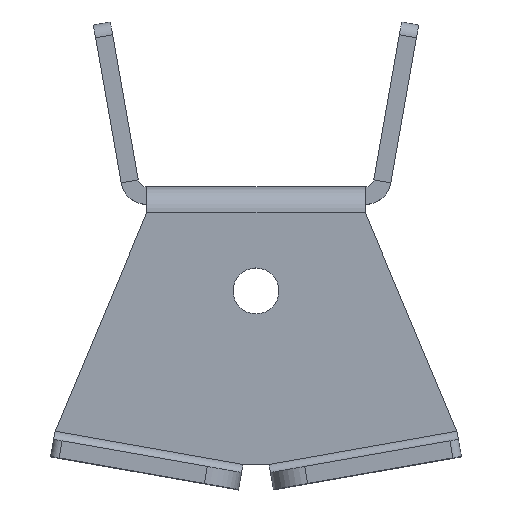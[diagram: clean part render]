
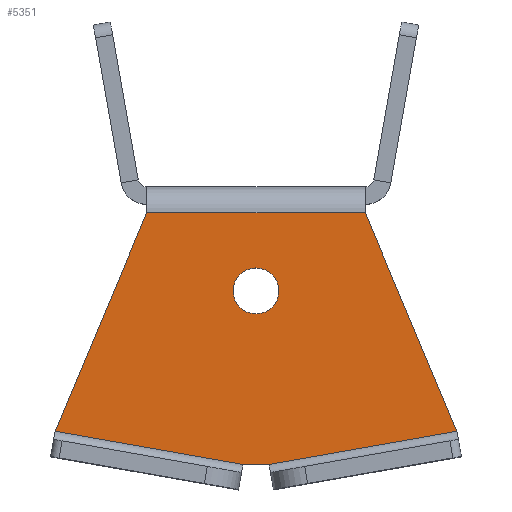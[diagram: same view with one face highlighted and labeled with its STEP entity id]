
A CAD part, top view. The second image highlights one B-rep face of the part: STEP entity #5351.
In plain terms, the highlighted planar face has unit normal (0, 0, 1).
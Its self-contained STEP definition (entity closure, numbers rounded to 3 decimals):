
#97 = VERTEX_POINT ( 'NONE', #1417 ) ;
#155 = CARTESIAN_POINT ( 'NONE',  ( -1.5, -20., 2. ) ) ;
#169 = DIRECTION ( 'NONE',  ( 1., 0., 0. ) ) ;
#229 = CARTESIAN_POINT ( 'NONE',  ( 0., 0., 2. ) ) ;
#302 = CARTESIAN_POINT ( 'NONE',  ( 0., 0., 2. ) ) ;
#346 = CARTESIAN_POINT ( 'NONE',  ( 2.65, 0., 2. ) ) ;
#418 = EDGE_CURVE ( 'NONE', #97, #4820, #4557, .T. ) ;
#455 = ORIENTED_EDGE ( 'NONE', *, *, #4075, .T. ) ;
#611 = LINE ( 'NONE', #3355, #6746 ) ;
#689 = EDGE_LOOP ( 'NONE', ( #2753, #6236 ) ) ;
#803 = VERTEX_POINT ( 'NONE', #838 ) ;
#838 = CARTESIAN_POINT ( 'NONE',  ( 12.6, 9., 2. ) ) ;
#1085 = EDGE_LOOP ( 'NONE', ( #5486, #3867, #455, #1529, #7044, #6009 ) ) ;
#1176 = CARTESIAN_POINT ( 'NONE',  ( -23.166, -16.18, 2. ) ) ;
#1235 = LINE ( 'NONE', #1915, #6448 ) ;
#1304 = DIRECTION ( 'NONE',  ( 0.985, 0.174, 0. ) ) ;
#1308 = VECTOR ( 'NONE', #5877, 1000. ) ;
#1417 = CARTESIAN_POINT ( 'NONE',  ( -2.65, 0., 2. ) ) ;
#1429 = DIRECTION ( 'NONE',  ( 1., 0., 0. ) ) ;
#1477 = DIRECTION ( 'NONE',  ( 0., 0., 1. ) ) ;
#1491 = EDGE_CURVE ( 'NONE', #803, #2279, #611, .T. ) ;
#1529 = ORIENTED_EDGE ( 'NONE', *, *, #3270, .T. ) ;
#1570 = FACE_OUTER_BOUND ( 'NONE', #1085, .T. ) ;
#1593 = VECTOR ( 'NONE', #6085, 1000. ) ;
#1788 = LINE ( 'NONE', #155, #1593 ) ;
#1915 = CARTESIAN_POINT ( 'NONE',  ( 12.6, 9., 2. ) ) ;
#1933 = CARTESIAN_POINT ( 'NONE',  ( -12.6, 9., 2. ) ) ;
#2279 = VERTEX_POINT ( 'NONE', #1933 ) ;
#2567 = CARTESIAN_POINT ( 'NONE',  ( 23.166, -16.18, 2. ) ) ;
#2753 = ORIENTED_EDGE ( 'NONE', *, *, #7415, .F. ) ;
#2840 = AXIS2_PLACEMENT_3D ( 'NONE', #229, #4902, #169 ) ;
#2877 = VERTEX_POINT ( 'NONE', #4726 ) ;
#2878 = CIRCLE ( 'NONE', #2840, 2.65 ) ;
#3071 = VECTOR ( 'NONE', #5258, 1000. ) ;
#3250 = EDGE_CURVE ( 'NONE', #4290, #803, #1235, .T. ) ;
#3270 = EDGE_CURVE ( 'NONE', #2877, #6658, #1788, .T. ) ;
#3355 = CARTESIAN_POINT ( 'NONE',  ( 12.6, 9., 2. ) ) ;
#3362 = LINE ( 'NONE', #5278, #1308 ) ;
#3373 = PLANE ( 'NONE',  #6578 ) ;
#3456 = CARTESIAN_POINT ( 'NONE',  ( 0., 0., 2. ) ) ;
#3537 = VECTOR ( 'NONE', #1304, 1000. ) ;
#3629 = CARTESIAN_POINT ( 'NONE',  ( 1.5, -20., 2. ) ) ;
#3867 = ORIENTED_EDGE ( 'NONE', *, *, #4222, .T. ) ;
#4075 = EDGE_CURVE ( 'NONE', #6058, #2877, #6158, .T. ) ;
#4222 = EDGE_CURVE ( 'NONE', #2279, #6058, #3362, .T. ) ;
#4290 = VERTEX_POINT ( 'NONE', #2567 ) ;
#4521 = EDGE_CURVE ( 'NONE', #6658, #4290, #7070, .T. ) ;
#4536 = DIRECTION ( 'NONE',  ( 0., 0., 1. ) ) ;
#4557 = CIRCLE ( 'NONE', #4966, 2.65 ) ;
#4726 = CARTESIAN_POINT ( 'NONE',  ( -1.5, -20., 2. ) ) ;
#4820 = VERTEX_POINT ( 'NONE', #346 ) ;
#4902 = DIRECTION ( 'NONE',  ( 0., 0., 1. ) ) ;
#4966 = AXIS2_PLACEMENT_3D ( 'NONE', #302, #1477, #1429 ) ;
#5062 = CARTESIAN_POINT ( 'NONE',  ( -23.166, -16.18, 2. ) ) ;
#5258 = DIRECTION ( 'NONE',  ( 0.985, -0.174, 0. ) ) ;
#5278 = CARTESIAN_POINT ( 'NONE',  ( -12.6, 9., 2. ) ) ;
#5351 = ADVANCED_FACE ( 'NONE', ( #1570, #7336 ), #3373, .T. ) ;
#5374 = CARTESIAN_POINT ( 'NONE',  ( 1.5, -20., 2. ) ) ;
#5486 = ORIENTED_EDGE ( 'NONE', *, *, #1491, .T. ) ;
#5877 = DIRECTION ( 'NONE',  ( -0.387, -0.922, 0. ) ) ;
#5993 = DIRECTION ( 'NONE',  ( -0.387, 0.922, 0. ) ) ;
#6009 = ORIENTED_EDGE ( 'NONE', *, *, #3250, .T. ) ;
#6058 = VERTEX_POINT ( 'NONE', #5062 ) ;
#6085 = DIRECTION ( 'NONE',  ( 1., 0., 0. ) ) ;
#6158 = LINE ( 'NONE', #1176, #3071 ) ;
#6236 = ORIENTED_EDGE ( 'NONE', *, *, #418, .F. ) ;
#6448 = VECTOR ( 'NONE', #5993, 1000. ) ;
#6578 = AXIS2_PLACEMENT_3D ( 'NONE', #3456, #4536, #7498 ) ;
#6658 = VERTEX_POINT ( 'NONE', #3629 ) ;
#6746 = VECTOR ( 'NONE', #7306, 1000. ) ;
#7044 = ORIENTED_EDGE ( 'NONE', *, *, #4521, .T. ) ;
#7070 = LINE ( 'NONE', #5374, #3537 ) ;
#7306 = DIRECTION ( 'NONE',  ( -1., 0., 0. ) ) ;
#7336 = FACE_BOUND ( 'NONE', #689, .T. ) ;
#7415 = EDGE_CURVE ( 'NONE', #4820, #97, #2878, .T. ) ;
#7498 = DIRECTION ( 'NONE',  ( 1., 0., 0. ) ) ;
